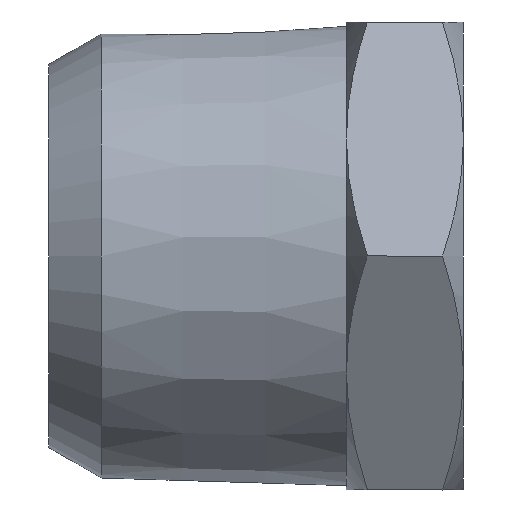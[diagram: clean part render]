
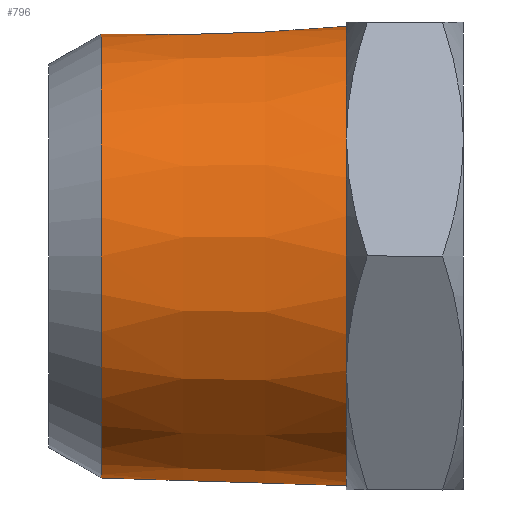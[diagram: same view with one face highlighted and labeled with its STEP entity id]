
A CAD part, left-side view. The second image highlights one B-rep face of the part: STEP entity #796.
In plain terms, the highlighted conical face has half-angle 1.79 degrees and reference radius 10.435 mm.
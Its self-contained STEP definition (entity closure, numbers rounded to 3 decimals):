
#4 = AXIS2_PLACEMENT_3D ( 'NONE', #724, #726, #723 ) ;
#54 = AXIS2_PLACEMENT_3D ( 'NONE', #741, #742, #471 ) ;
#67 = AXIS2_PLACEMENT_3D ( 'NONE', #675, #721, #470 ) ;
#109 = EDGE_CURVE ( 'NONE', #352, #352, #226, .T. ) ;
#111 = EDGE_CURVE ( 'NONE', #341, #341, #329, .T. ) ;
#226 = CIRCLE ( 'NONE', #54, 10.795 ) ;
#230 = ORIENTED_EDGE ( 'NONE', *, *, #111, .F. ) ;
#235 = EDGE_LOOP ( 'NONE', ( #247 ) ) ;
#236 = EDGE_LOOP ( 'NONE', ( #230 ) ) ;
#247 = ORIENTED_EDGE ( 'NONE', *, *, #109, .F. ) ;
#308 = FACE_BOUND ( 'NONE', #236, .T. ) ;
#329 = CIRCLE ( 'NONE', #67, 10.435 ) ;
#340 = FACE_OUTER_BOUND ( 'NONE', #235, .T. ) ;
#341 = VERTEX_POINT ( 'NONE', #428 ) ;
#352 = VERTEX_POINT ( 'NONE', #427 ) ;
#353 = CONICAL_SURFACE ( 'NONE', #4, 10.435, 0.031 ) ;
#427 = CARTESIAN_POINT ( 'NONE',  ( 0., 5.5, -10.795 ) ) ;
#428 = CARTESIAN_POINT ( 'NONE',  ( 0., 17.015, -10.435 ) ) ;
#470 = DIRECTION ( 'NONE',  ( 0., 0., -1. ) ) ;
#471 = DIRECTION ( 'NONE',  ( 0., 0., -1. ) ) ;
#675 = CARTESIAN_POINT ( 'NONE',  ( 0., 17.015, 0. ) ) ;
#721 = DIRECTION ( 'NONE',  ( 0., 1., 0. ) ) ;
#723 = DIRECTION ( 'NONE',  ( 0., 0., -1. ) ) ;
#724 = CARTESIAN_POINT ( 'NONE',  ( 0., 17.015, 0. ) ) ;
#726 = DIRECTION ( 'NONE',  ( 0., -1., 0. ) ) ;
#741 = CARTESIAN_POINT ( 'NONE',  ( 0., 5.5, 0. ) ) ;
#742 = DIRECTION ( 'NONE',  ( 0., -1., 0. ) ) ;
#796 = ADVANCED_FACE ( 'NONE', ( #308, #340 ), #353, .T. ) ;
